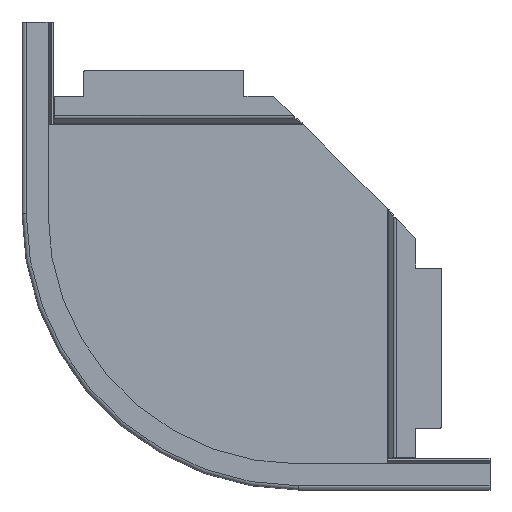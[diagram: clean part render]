
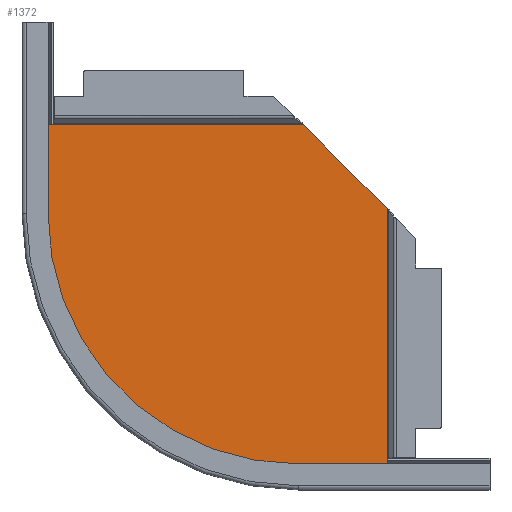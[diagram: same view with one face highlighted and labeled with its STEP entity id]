
A CAD part, front view. The second image highlights one B-rep face of the part: STEP entity #1372.
In plain terms, the highlighted planar face has unit normal (0, -1, 0).
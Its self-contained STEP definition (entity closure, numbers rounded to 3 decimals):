
#64 = VECTOR ( 'NONE', #1599, 1000. ) ;
#67 = DIRECTION ( 'NONE',  ( 0., -1., 0. ) ) ;
#86 = DIRECTION ( 'NONE',  ( -1., 0., 0. ) ) ;
#149 = ORIENTED_EDGE ( 'NONE', *, *, #2307, .F. ) ;
#151 = CARTESIAN_POINT ( 'NONE',  ( -73., -1., -31. ) ) ;
#179 = ORIENTED_EDGE ( 'NONE', *, *, #2704, .F. ) ;
#185 = AXIS2_PLACEMENT_3D ( 'NONE', #1356, #67, #1566 ) ;
#186 = VERTEX_POINT ( 'NONE', #1227 ) ;
#200 = CARTESIAN_POINT ( 'NONE',  ( -74., -1., -78. ) ) ;
#234 = EDGE_CURVE ( 'NONE', #1515, #186, #2018, .T. ) ;
#242 = CARTESIAN_POINT ( 'NONE',  ( 120., -1., -223. ) ) ;
#267 = FACE_OUTER_BOUND ( 'NONE', #780, .T. ) ;
#282 = ORIENTED_EDGE ( 'NONE', *, *, #522, .F. ) ;
#283 = VERTEX_POINT ( 'NONE', #242 ) ;
#288 = ORIENTED_EDGE ( 'NONE', *, *, #2395, .F. ) ;
#323 = DIRECTION ( 'NONE',  ( 0., 0., 1. ) ) ;
#338 = VECTOR ( 'NONE', #2374, 1000. ) ;
#347 = VECTOR ( 'NONE', #323, 1000. ) ;
#362 = CARTESIAN_POINT ( 'NONE',  ( 72., -1., -30. ) ) ;
#477 = VERTEX_POINT ( 'NONE', #2069 ) ;
#508 = EDGE_CURVE ( 'NONE', #2055, #2095, #1639, .T. ) ;
#522 = EDGE_CURVE ( 'NONE', #477, #1515, #2705, .T. ) ;
#566 = AXIS2_PLACEMENT_3D ( 'NONE', #151, #1642, #1407 ) ;
#644 = ORIENTED_EDGE ( 'NONE', *, *, #1831, .F. ) ;
#647 = EDGE_CURVE ( 'NONE', #2159, #186, #2463, .T. ) ;
#665 = LINE ( 'NONE', #1588, #1721 ) ;
#695 = VECTOR ( 'NONE', #86, 1000. ) ;
#705 = PLANE ( 'NONE',  #1405 ) ;
#780 = EDGE_LOOP ( 'NONE', ( #644, #149, #1076, #179, #1553, #819, #282, #288, #2588, #2612 ) ) ;
#813 = CARTESIAN_POINT ( 'NONE',  ( 120., -1., -210. ) ) ;
#819 = ORIENTED_EDGE ( 'NONE', *, *, #234, .F. ) ;
#953 = CARTESIAN_POINT ( 'NONE',  ( 120., -1., -209. ) ) ;
#965 = EDGE_CURVE ( 'NONE', #1292, #283, #1207, .T. ) ;
#1008 = DIRECTION ( 'NONE',  ( 0., 1., 0. ) ) ;
#1076 = ORIENTED_EDGE ( 'NONE', *, *, #508, .T. ) ;
#1096 = VECTOR ( 'NONE', #2697, 1000. ) ;
#1160 = DIRECTION ( 'NONE',  ( 0., 0., 1. ) ) ;
#1165 = VECTOR ( 'NONE', #2352, 1000. ) ;
#1207 = LINE ( 'NONE', #953, #64 ) ;
#1227 = CARTESIAN_POINT ( 'NONE',  ( -74., -1., -31. ) ) ;
#1273 = LINE ( 'NONE', #2401, #695 ) ;
#1292 = VERTEX_POINT ( 'NONE', #813 ) ;
#1356 = CARTESIAN_POINT ( 'NONE',  ( 119., -1., -223. ) ) ;
#1372 = ADVANCED_FACE ( 'NONE', ( #267 ), #705, .F. ) ;
#1405 = AXIS2_PLACEMENT_3D ( 'NONE', #1967, #2403, #1160 ) ;
#1407 = DIRECTION ( 'NONE',  ( 0., 0., 1. ) ) ;
#1448 = VERTEX_POINT ( 'NONE', #1521 ) ;
#1515 = VERTEX_POINT ( 'NONE', #200 ) ;
#1521 = CARTESIAN_POINT ( 'NONE',  ( 119., -1., -224. ) ) ;
#1525 = CARTESIAN_POINT ( 'NONE',  ( 59., -1., -14. ) ) ;
#1553 = ORIENTED_EDGE ( 'NONE', *, *, #647, .T. ) ;
#1566 = DIRECTION ( 'NONE',  ( 0., 0., 1. ) ) ;
#1588 = CARTESIAN_POINT ( 'NONE',  ( -59., -1., -30. ) ) ;
#1599 = DIRECTION ( 'NONE',  ( 0., 0., -1. ) ) ;
#1639 = LINE ( 'NONE', #362, #1096 ) ;
#1642 = DIRECTION ( 'NONE',  ( 0., -1., 0. ) ) ;
#1669 = CARTESIAN_POINT ( 'NONE',  ( -60., -1., -30. ) ) ;
#1721 = VECTOR ( 'NONE', #1988, 1000. ) ;
#1802 = CARTESIAN_POINT ( 'NONE',  ( 72., -1., -78. ) ) ;
#1831 = EDGE_CURVE ( 'NONE', #2312, #1292, #2136, .T. ) ;
#1967 = CARTESIAN_POINT ( 'NONE',  ( 72., -1., -78. ) ) ;
#1988 = DIRECTION ( 'NONE',  ( 1., 0., 0. ) ) ;
#2018 = LINE ( 'NONE', #2604, #347 ) ;
#2055 = VERTEX_POINT ( 'NONE', #2467 ) ;
#2069 = CARTESIAN_POINT ( 'NONE',  ( 72., -1., -224. ) ) ;
#2095 = VERTEX_POINT ( 'NONE', #1669 ) ;
#2100 = CARTESIAN_POINT ( 'NONE',  ( -73., -1., -30. ) ) ;
#2136 = LINE ( 'NONE', #2167, #338 ) ;
#2159 = VERTEX_POINT ( 'NONE', #2100 ) ;
#2167 = CARTESIAN_POINT ( 'NONE',  ( 120., -1., -78. ) ) ;
#2267 = LINE ( 'NONE', #1525, #1165 ) ;
#2307 = EDGE_CURVE ( 'NONE', #2055, #2312, #2267, .T. ) ;
#2312 = VERTEX_POINT ( 'NONE', #2564 ) ;
#2352 = DIRECTION ( 'NONE',  ( 0.707, 0., -0.707 ) ) ;
#2374 = DIRECTION ( 'NONE',  ( 0., 0., -1. ) ) ;
#2378 = EDGE_CURVE ( 'NONE', #1448, #283, #2626, .T. ) ;
#2395 = EDGE_CURVE ( 'NONE', #1448, #477, #1273, .T. ) ;
#2401 = CARTESIAN_POINT ( 'NONE',  ( 120., -1., -224. ) ) ;
#2403 = DIRECTION ( 'NONE',  ( 0., 1., 0. ) ) ;
#2463 = CIRCLE ( 'NONE', #566, 1. ) ;
#2467 = CARTESIAN_POINT ( 'NONE',  ( 75., -1., -30. ) ) ;
#2564 = CARTESIAN_POINT ( 'NONE',  ( 120., -1., -75. ) ) ;
#2575 = AXIS2_PLACEMENT_3D ( 'NONE', #1802, #1008, #2661 ) ;
#2588 = ORIENTED_EDGE ( 'NONE', *, *, #2378, .T. ) ;
#2604 = CARTESIAN_POINT ( 'NONE',  ( -74., -1., -30. ) ) ;
#2612 = ORIENTED_EDGE ( 'NONE', *, *, #965, .F. ) ;
#2626 = CIRCLE ( 'NONE', #185, 1. ) ;
#2661 = DIRECTION ( 'NONE',  ( 0., 0., 1. ) ) ;
#2697 = DIRECTION ( 'NONE',  ( -1., 0., 0. ) ) ;
#2704 = EDGE_CURVE ( 'NONE', #2159, #2095, #665, .T. ) ;
#2705 = CIRCLE ( 'NONE', #2575, 146. ) ;
